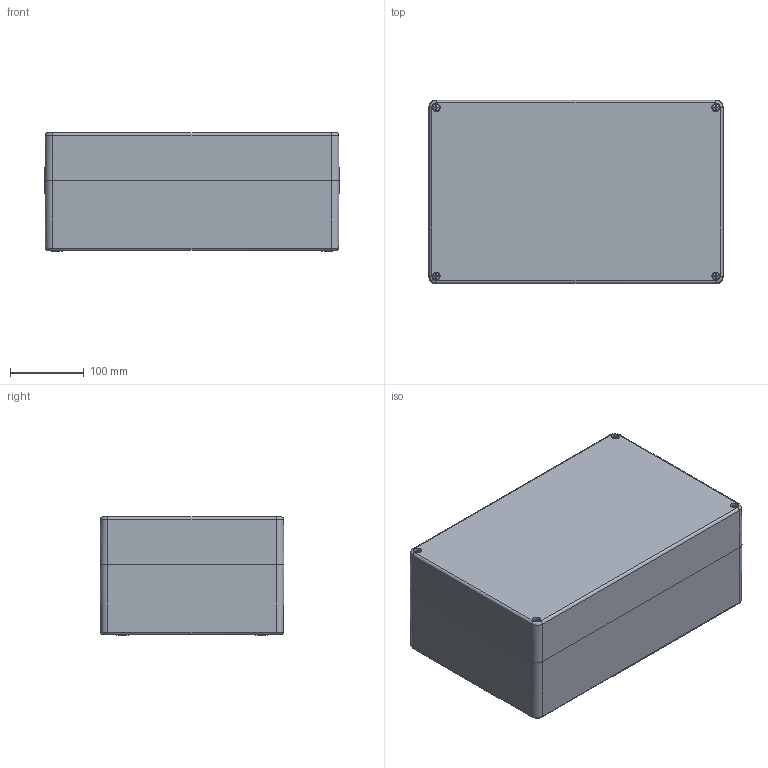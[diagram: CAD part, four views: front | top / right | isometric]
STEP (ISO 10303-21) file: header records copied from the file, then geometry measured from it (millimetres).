
FILE_DESCRIPTION (( 'STEP AP203' ), '1' );
FILE_NAME ('1590ZGRP244.step', '2020-11-14T20:13:57', ( 'ADC123' ), ( 'Microsoft' ), 'SwSTEP 2.0', 'SolidWorks 2019', '' );
FILE_SCHEMA (( 'CONFIG_CONTROL_DESIGN' ));
Length unit declared in the file: inch
Products named in the file (1): 1590ZGRP244
Bounding box: 400 x 250 x 161 mm (x, y, z)
Volume: 2858726.8 mm3; surface area: 1010421.2 mm2
Topology: 8 solids, 8 shells, 455 faces, 1156 edges, 758 vertices
Faces by surface type: plane 253, cone 84, cylinder 74, bspline 44
Full cylindrical faces by diameter (mm): 4.3 x8, 4.917 x10, 5.23 x4, 5.81 x4, 6 x4, 6.4 x4, 6.8 x4, 7 x6, 10.8 x4
Entity records: 14939 total; most frequent: CARTESIAN_POINT 4384, ORIENTED_EDGE 2132, DIRECTION 2066, EDGE_CURVE 1066, VERTEX_POINT 740, AXIS2_PLACEMENT_3D 740, EDGE_LOOP 598, VECTOR 586
